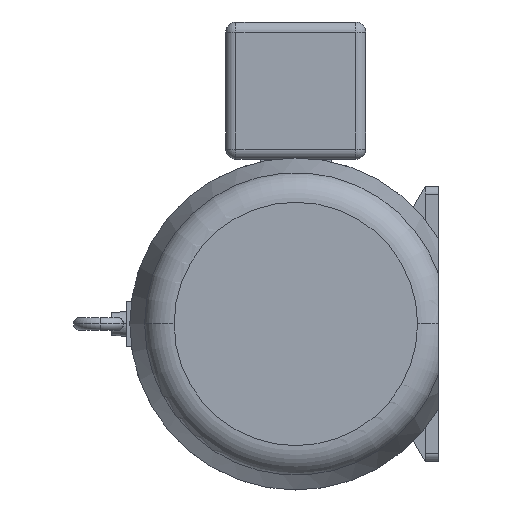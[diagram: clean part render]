
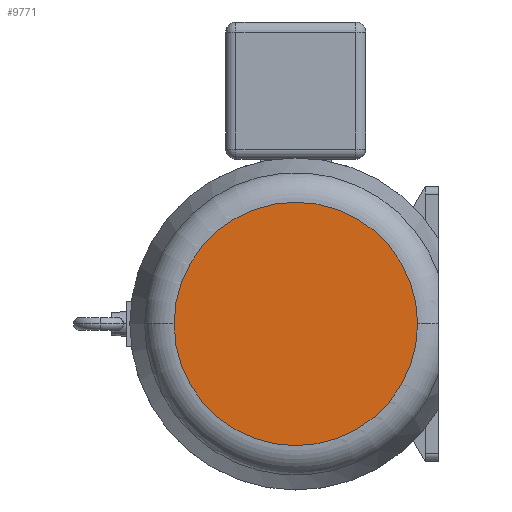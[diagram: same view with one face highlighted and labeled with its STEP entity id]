
A CAD part, left-side view. The second image highlights one B-rep face of the part: STEP entity #9771.
In plain terms, the highlighted planar face has unit normal (-1, 0, 0).
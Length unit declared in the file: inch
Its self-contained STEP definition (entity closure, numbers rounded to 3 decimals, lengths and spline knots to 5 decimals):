
#9771 = ADVANCED_FACE ( 'Defeatured_0_31', ( #93426 ), #78786, .F. ) ;
#16544 = DIRECTION ( 'NONE',  ( 0., -1., 0. ) ) ;
#21070 = DIRECTION ( 'NONE',  ( 0., -1., 0. ) ) ;
#23890 = CARTESIAN_POINT ( 'NONE',  ( -36.175, 5.9741, 0. ) ) ;
#24262 = EDGE_CURVE ( 'Defeatured_0_39+Defeatured_0_31+Defeatured_0_31+Defeatured_0_31', #128139, #103330, #60579, .T. ) ;
#25075 = ORIENTED_EDGE ( 'NONE', *, *, #24262, .F. ) ;
#34687 = EDGE_LOOP ( 'NONE', ( #155458, #25075 ) ) ;
#35016 = EDGE_CURVE ( 'Defeatured_0_39+Defeatured_0_31+Defeatured_0_31+Defeatured_0_31', #103330, #128139, #153298, .T. ) ;
#42452 = DIRECTION ( 'NONE',  ( 1., 0., 0. ) ) ;
#60579 = CIRCLE ( 'NONE', #95550, 5.9741 ) ;
#62590 = AXIS2_PLACEMENT_3D ( 'NONE', #170288, #142837, #16544 ) ;
#78786 = PLANE ( 'NONE',  #139076 ) ;
#90248 = CARTESIAN_POINT ( 'NONE',  ( -36.175, 5.9741, 0. ) ) ;
#93426 = FACE_OUTER_BOUND ( 'NONE', #34687, .T. ) ;
#95550 = AXIS2_PLACEMENT_3D ( 'NONE', #159313, #42452, #21070 ) ;
#103330 = VERTEX_POINT ( 'NONE', #152123 ) ;
#119044 = DIRECTION ( 'NONE',  ( 1., 0., 0. ) ) ;
#128139 = VERTEX_POINT ( 'NONE', #90248 ) ;
#139076 = AXIS2_PLACEMENT_3D ( 'NONE', #23890, #119044, #176772 ) ;
#142837 = DIRECTION ( 'NONE',  ( 1., 0., 0. ) ) ;
#152123 = CARTESIAN_POINT ( 'NONE',  ( -36.175, -5.9741, 0. ) ) ;
#153298 = CIRCLE ( 'NONE', #62590, 5.9741 ) ;
#155458 = ORIENTED_EDGE ( 'NONE', *, *, #35016, .F. ) ;
#159313 = CARTESIAN_POINT ( 'NONE',  ( -36.175, 0., 0. ) ) ;
#170288 = CARTESIAN_POINT ( 'NONE',  ( -36.175, 0., 0. ) ) ;
#176772 = DIRECTION ( 'NONE',  ( 0., -1., 0. ) ) ;
